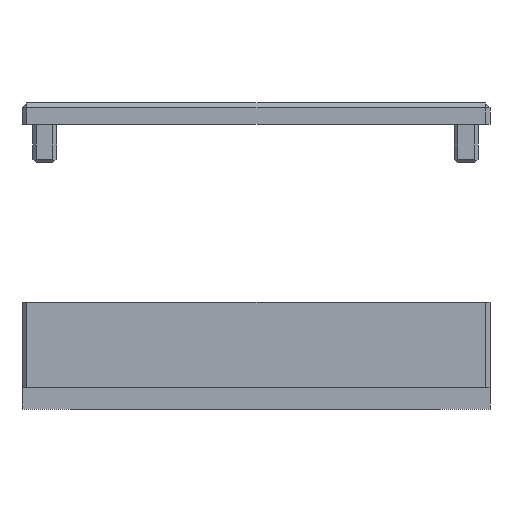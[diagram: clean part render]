
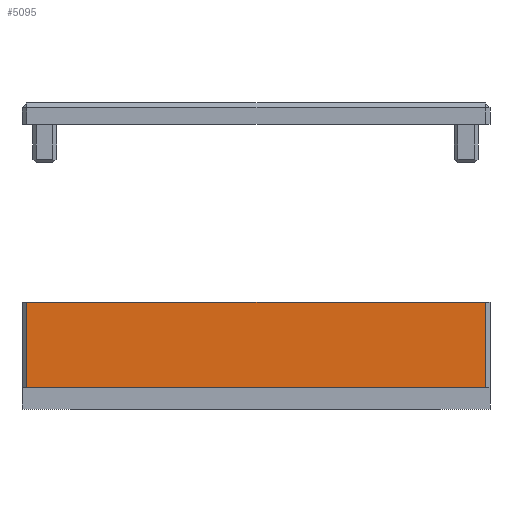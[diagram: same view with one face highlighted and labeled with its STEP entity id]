
A CAD part, front view. The second image highlights one B-rep face of the part: STEP entity #5095.
In plain terms, the highlighted planar face has unit normal (0, -1, 0).
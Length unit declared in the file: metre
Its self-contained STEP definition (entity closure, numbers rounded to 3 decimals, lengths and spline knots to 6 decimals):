
#1207=ORIENTED_EDGE('',*,*,#2034,.T.);
#1208=ORIENTED_EDGE('',*,*,#2035,.T.);
#1209=ORIENTED_EDGE('',*,*,#2024,.F.);
#1210=ORIENTED_EDGE('',*,*,#2036,.T.);
#2024=EDGE_CURVE('',#2518,#2519,#3087,.T.);
#2034=EDGE_CURVE('',#2528,#2529,#3097,.T.);
#2035=EDGE_CURVE('',#2529,#2519,#3098,.T.);
#2036=EDGE_CURVE('',#2518,#2528,#3099,.T.);
#2518=VERTEX_POINT('',#9502);
#2519=VERTEX_POINT('',#9504);
#2528=VERTEX_POINT('',#9524);
#2529=VERTEX_POINT('',#9525);
#3087=LINE('',#9503,#3703);
#3097=LINE('',#9523,#3713);
#3098=LINE('',#9526,#3714);
#3099=LINE('',#9527,#3715);
#3703=VECTOR('',#8101,1.);
#3713=VECTOR('',#8113,1.);
#3714=VECTOR('',#8114,1.);
#3715=VECTOR('',#8115,1.);
#4059=EDGE_LOOP('',(#1207,#1208,#1209,#1210));
#4356=FACE_BOUND('',#4059,.T.);
#4607=PLANE('',#6979);
#5095=ADVANCED_FACE('Face appearance 21',(#4356),#4607,.F.);
#6979=AXIS2_PLACEMENT_3D('',#9522,#8111,#8112);
#8101=DIRECTION('',(1.,0.,0.));
#8111=DIRECTION('',(0.,1.,0.));
#8112=DIRECTION('',(0.,0.,1.));
#8113=DIRECTION('',(1.,0.,0.));
#8114=DIRECTION('',(0.,0.,1.));
#8115=DIRECTION('',(0.,0.,-1.));
#9502=CARTESIAN_POINT('',(0.082717,-0.135077,0.008));
#9503=CARTESIAN_POINT('',(0.114884,-0.135077,0.008));
#9504=CARTESIAN_POINT('',(0.14705,-0.135077,0.008));
#9522=CARTESIAN_POINT('',(0.114884,-0.135077,0.008));
#9523=CARTESIAN_POINT('',(0.114884,-0.135077,-0.004));
#9524=CARTESIAN_POINT('',(0.082717,-0.135077,-0.004));
#9525=CARTESIAN_POINT('',(0.14705,-0.135077,-0.004));
#9526=CARTESIAN_POINT('',(0.14705,-0.135077,0.008));
#9527=CARTESIAN_POINT('',(0.082717,-0.135077,-0.004));
